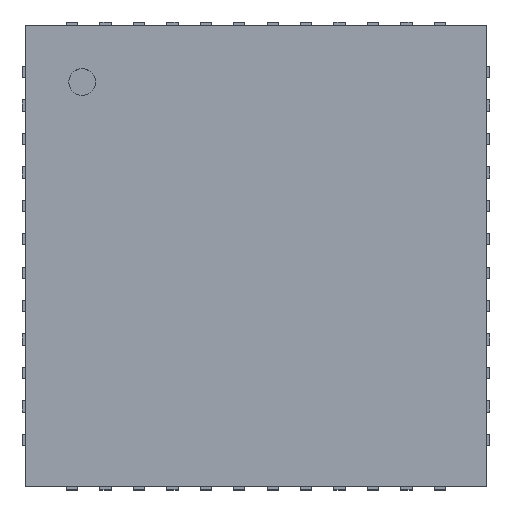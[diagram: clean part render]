
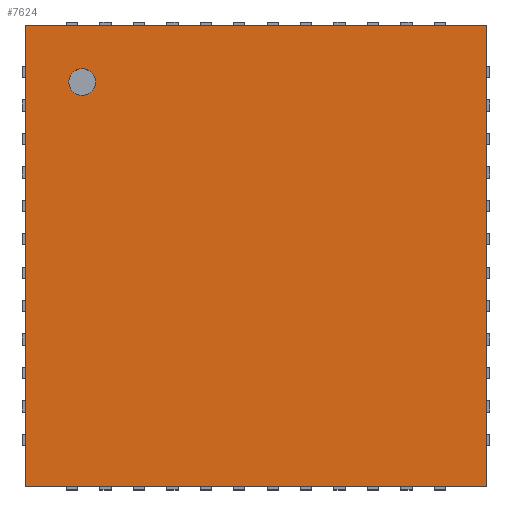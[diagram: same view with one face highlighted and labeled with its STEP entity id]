
A CAD part, top view. The second image highlights one B-rep face of the part: STEP entity #7624.
In plain terms, the highlighted planar face has unit normal (0, 0, 1).
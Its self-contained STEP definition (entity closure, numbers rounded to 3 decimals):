
#1772 = EDGE_CURVE('',#1773,#1775,#1777,.T.);
#1773 = VERTEX_POINT('',#1774);
#1774 = CARTESIAN_POINT('',(-3.45,3.45,1.1));
#1775 = VERTEX_POINT('',#1776);
#1776 = CARTESIAN_POINT('',(3.45,3.45,1.1));
#1777 = LINE('',#1778,#1779);
#1778 = CARTESIAN_POINT('',(-3.45,3.45,1.1));
#1779 = VECTOR('',#1780,1.);
#1780 = DIRECTION('',(1.,0.,0.));
#2081 = EDGE_CURVE('',#1773,#2082,#2084,.T.);
#2082 = VERTEX_POINT('',#2083);
#2083 = CARTESIAN_POINT('',(-3.45,-3.45,1.1));
#2084 = LINE('',#2085,#2086);
#2085 = CARTESIAN_POINT('',(-3.45,3.45,1.1));
#2086 = VECTOR('',#2087,1.);
#2087 = DIRECTION('',(0.,-1.,0.));
#4709 = EDGE_CURVE('',#1775,#4710,#4712,.T.);
#4710 = VERTEX_POINT('',#4711);
#4711 = CARTESIAN_POINT('',(3.45,-3.45,1.1));
#4712 = LINE('',#4713,#4714);
#4713 = CARTESIAN_POINT('',(3.45,3.45,1.1));
#4714 = VECTOR('',#4715,1.);
#4715 = DIRECTION('',(0.,-1.,0.));
#5007 = EDGE_CURVE('',#2082,#4710,#5008,.T.);
#5008 = LINE('',#5009,#5010);
#5009 = CARTESIAN_POINT('',(-3.45,-3.45,1.1));
#5010 = VECTOR('',#5011,1.);
#5011 = DIRECTION('',(1.,0.,0.));
#7624 = ADVANCED_FACE('',(#7625,#7631),#7642,.T.);
#7625 = FACE_BOUND('',#7626,.T.);
#7626 = EDGE_LOOP('',(#7627,#7628,#7629,#7630));
#7627 = ORIENTED_EDGE('',*,*,#1772,.F.);
#7628 = ORIENTED_EDGE('',*,*,#2081,.T.);
#7629 = ORIENTED_EDGE('',*,*,#5007,.T.);
#7630 = ORIENTED_EDGE('',*,*,#4709,.F.);
#7631 = FACE_BOUND('',#7632,.T.);
#7632 = EDGE_LOOP('',(#7633));
#7633 = ORIENTED_EDGE('',*,*,#7634,.T.);
#7634 = EDGE_CURVE('',#7635,#7635,#7637,.T.);
#7635 = VERTEX_POINT('',#7636);
#7636 = CARTESIAN_POINT('',(-2.6,2.4,1.1));
#7637 = CIRCLE('',#7638,0.2);
#7638 = AXIS2_PLACEMENT_3D('',#7639,#7640,#7641);
#7639 = CARTESIAN_POINT('',(-2.6,2.6,1.1));
#7640 = DIRECTION('',(0.,0.,-1.));
#7641 = DIRECTION('',(0.,-1.,0.));
#7642 = PLANE('',#7643);
#7643 = AXIS2_PLACEMENT_3D('',#7644,#7645,#7646);
#7644 = CARTESIAN_POINT('',(-3.45,3.45,1.1));
#7645 = DIRECTION('',(0.,0.,1.));
#7646 = DIRECTION('',(0.,-1.,0.));
